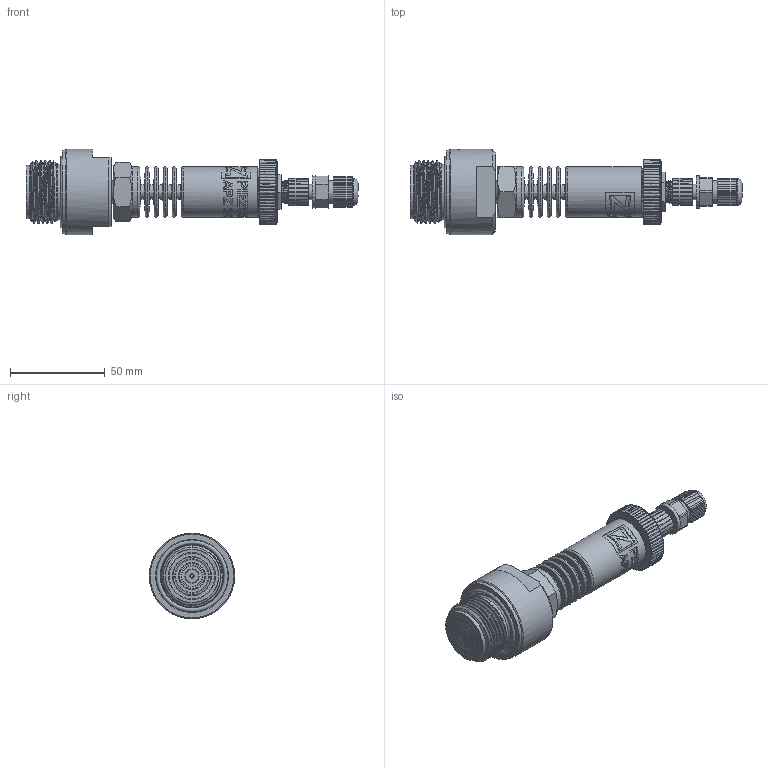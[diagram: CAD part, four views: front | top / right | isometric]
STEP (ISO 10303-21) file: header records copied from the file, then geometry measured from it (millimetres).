
FILE_DESCRIPTION(/* description */ (''),/* implementation_level */ '2;1');
FILE_NAME(/* name */ 'APZ3420m_G1DIN-flush_radiator_4.step',/* time_stamp */ '2021-07-06T15:33:34+03:00',/* author */ (''),/* organization */ (''),/* preprocessor_version */ 'ST-DEVELOPER v18.1',/* originating_system */ 'Autodesk Translation Framework v10.9.0.1377',/* authorisation */ '');
FILE_SCHEMA (('AUTOMOTIVE_DESIGN { 1 0 10303 214 3 1 1 }'));
Products named in the file (7): АПЗ 3420м заполненная; G 1/4 EN Radiator; OMAL nut M27x1.5; Ш100.000.002; M12x1 male; M12x1 female straight; G1DIN diaphragm 28 v7 (1)
Assembly tree (6 placements, depth 2):
  АПЗ 3420м заполненная
    G 1/4 EN Radiator
    OMAL nut M27x1.5
    Ш100.000.002
    M12x1 male
    M12x1 female straight
    G1DIN diaphragm 28 v7 (1)
Bounding box: 175.05 x 45 x 45 mm (x, y, z)
Volume: 104664.7 mm3; surface area: 36732.6 mm2
Topology: 19 solids, 19 shells, 1071 faces, 2966 edges, 1985 vertices
Faces by surface type: bspline 510, plane 287, cylinder 176, cone 54, torus 44
Full cylindrical faces by diameter (mm): 1 x12, 1.5 x4, 2 x1, 3.3 x1, 4 x1, 5 x2, 5.1 x1, 7.3 x1, 7.5 x5, 8 x3, 8.2 x1, 9.5 x2, 10.293 x1, 10.6 x2, 10.741 x6, 11 x1, 11.445 x5, 11.884 x5, 12 x1, 13.157 x9, 14 x2, 14.137 x4, 14.526 x3, 15.85 x3, 16.203 x3, 17 x1, 21.4 x2, 22.3 x1, 22.5 x1, 24.5 x1
Entity records: 67412 total; most frequent: CARTESIAN_POINT 43767, ORIENTED_EDGE 5930, DIRECTION 3137, EDGE_CURVE 2965, VERTEX_POINT 1985, B_SPLINE_CURVE_WITH_KNOTS 1361, EDGE_LOOP 1144, FACE_OUTER_BOUND 1071
